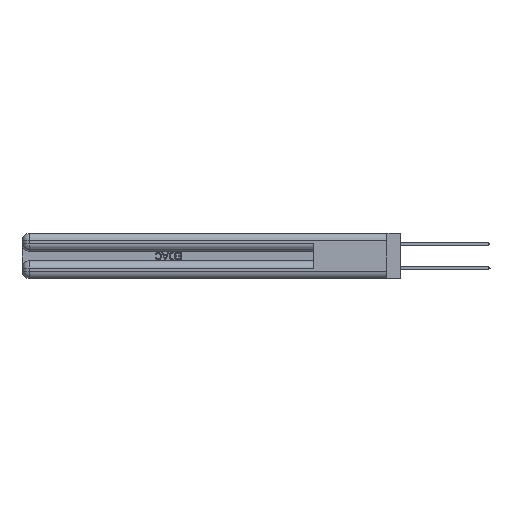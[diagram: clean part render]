
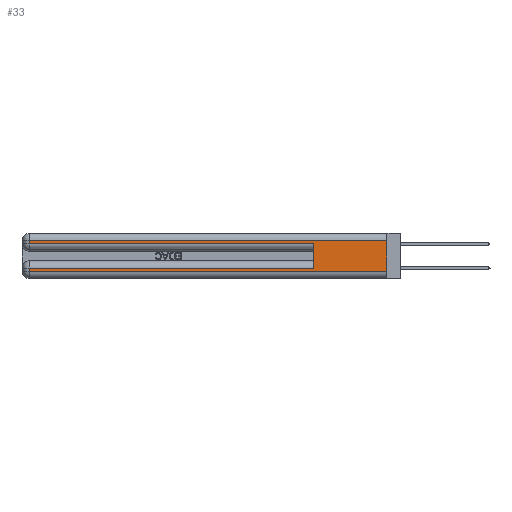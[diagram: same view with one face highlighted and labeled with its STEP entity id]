
A CAD part, left-side view. The second image highlights one B-rep face of the part: STEP entity #33.
In plain terms, the highlighted planar face has unit normal (-1, 0, 0).
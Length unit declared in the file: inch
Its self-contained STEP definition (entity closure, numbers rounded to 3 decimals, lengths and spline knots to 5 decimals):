
#33 = ADVANCED_FACE ( 'NONE', ( #29727 ), #29469, .F. ) ;
#65 = VECTOR ( 'NONE', #25664, 39.37008 ) ;
#71 = CARTESIAN_POINT ( 'NONE',  ( 0., 0., 0.37 ) ) ;
#1884 = EDGE_CURVE ( 'NONE', #45238, #3051, #23364, .T. ) ;
#1930 = CARTESIAN_POINT ( 'NONE',  ( 0., 0., 0.37 ) ) ;
#3051 = VERTEX_POINT ( 'NONE', #31129 ) ;
#3526 = CARTESIAN_POINT ( 'NONE',  ( 0., 0., 0.31 ) ) ;
#3704 = VECTOR ( 'NONE', #11176, 39.37008 ) ;
#3938 = ORIENTED_EDGE ( 'NONE', *, *, #33842, .T. ) ;
#3997 = ORIENTED_EDGE ( 'NONE', *, *, #5867, .T. ) ;
#4639 = CARTESIAN_POINT ( 'NONE',  ( 0., 2.94, 0.37 ) ) ;
#4894 = CARTESIAN_POINT ( 'NONE',  ( 0., 2.94, 0.285 ) ) ;
#5867 = EDGE_CURVE ( 'NONE', #36535, #32272, #11738, .T. ) ;
#6441 = CARTESIAN_POINT ( 'NONE',  ( 0., 0.6, 0.285 ) ) ;
#6947 = CARTESIAN_POINT ( 'NONE',  ( 0., 2.94, 0.37 ) ) ;
#7113 = VECTOR ( 'NONE', #35555, 39.37008 ) ;
#7542 = LINE ( 'NONE', #8305, #35144 ) ;
#8137 = DIRECTION ( 'NONE',  ( 0., 0., 1. ) ) ;
#8305 = CARTESIAN_POINT ( 'NONE',  ( 0., 0.6, 0.145 ) ) ;
#8482 = EDGE_CURVE ( 'NONE', #39747, #35742, #9235, .T. ) ;
#9235 = LINE ( 'NONE', #36516, #65 ) ;
#10568 = EDGE_CURVE ( 'NONE', #13767, #44649, #38446, .T. ) ;
#11176 = DIRECTION ( 'NONE',  ( 0., 0., -1. ) ) ;
#11738 = LINE ( 'NONE', #21524, #24010 ) ;
#12086 = VECTOR ( 'NONE', #33648, 39.37008 ) ;
#12132 = CARTESIAN_POINT ( 'NONE',  ( 0., 0.6, 0.085 ) ) ;
#12941 = DIRECTION ( 'NONE',  ( 0., 0., -1. ) ) ;
#13767 = VERTEX_POINT ( 'NONE', #49186 ) ;
#16096 = CARTESIAN_POINT ( 'NONE',  ( 0., 0., 0.31 ) ) ;
#18019 = ORIENTED_EDGE ( 'NONE', *, *, #1884, .T. ) ;
#19389 = ORIENTED_EDGE ( 'NONE', *, *, #40493, .F. ) ;
#21410 = AXIS2_PLACEMENT_3D ( 'NONE', #1930, #37715, #40933 ) ;
#21524 = CARTESIAN_POINT ( 'NONE',  ( 0., 0., 0.085 ) ) ;
#23364 = LINE ( 'NONE', #16096, #41771 ) ;
#24010 = VECTOR ( 'NONE', #29444, 39.37008 ) ;
#25664 = DIRECTION ( 'NONE',  ( 0., -1., 0. ) ) ;
#26655 = VECTOR ( 'NONE', #12941, 39.37008 ) ;
#29444 = DIRECTION ( 'NONE',  ( 0., 1., 0. ) ) ;
#29469 = PLANE ( 'NONE',  #21410 ) ;
#29727 = FACE_OUTER_BOUND ( 'NONE', #37978, .T. ) ;
#31129 = CARTESIAN_POINT ( 'NONE',  ( 0., 2.94, 0.31 ) ) ;
#31289 = CARTESIAN_POINT ( 'NONE',  ( 0., 0., 0.06 ) ) ;
#31639 = ORIENTED_EDGE ( 'NONE', *, *, #8482, .T. ) ;
#32272 = VERTEX_POINT ( 'NONE', #49437 ) ;
#33648 = DIRECTION ( 'NONE',  ( 0., -1., 0. ) ) ;
#33699 = LINE ( 'NONE', #6947, #3704 ) ;
#33842 = EDGE_CURVE ( 'NONE', #3051, #39747, #33699, .T. ) ;
#35134 = ORIENTED_EDGE ( 'NONE', *, *, #35869, .F. ) ;
#35144 = VECTOR ( 'NONE', #8137, 39.37008 ) ;
#35555 = DIRECTION ( 'NONE',  ( 0., 0., -1. ) ) ;
#35742 = VERTEX_POINT ( 'NONE', #6441 ) ;
#35869 = EDGE_CURVE ( 'NONE', #45238, #44649, #40181, .T. ) ;
#36516 = CARTESIAN_POINT ( 'NONE',  ( 0., 0., 0.285 ) ) ;
#36535 = VERTEX_POINT ( 'NONE', #12132 ) ;
#37715 = DIRECTION ( 'NONE',  ( 1., 0., 0. ) ) ;
#37757 = CARTESIAN_POINT ( 'NONE',  ( 0., 0., 0.06 ) ) ;
#37978 = EDGE_LOOP ( 'NONE', ( #35134, #18019, #3938, #31639, #19389, #3997, #49825, #42487 ) ) ;
#38446 = LINE ( 'NONE', #37757, #12086 ) ;
#39747 = VERTEX_POINT ( 'NONE', #4894 ) ;
#40181 = LINE ( 'NONE', #71, #7113 ) ;
#40493 = EDGE_CURVE ( 'NONE', #36535, #35742, #7542, .T. ) ;
#40933 = DIRECTION ( 'NONE',  ( 0., 0., -1. ) ) ;
#41771 = VECTOR ( 'NONE', #44377, 39.37008 ) ;
#42487 = ORIENTED_EDGE ( 'NONE', *, *, #10568, .T. ) ;
#42587 = LINE ( 'NONE', #4639, #26655 ) ;
#44377 = DIRECTION ( 'NONE',  ( 0., 1., 0. ) ) ;
#44649 = VERTEX_POINT ( 'NONE', #31289 ) ;
#45238 = VERTEX_POINT ( 'NONE', #3526 ) ;
#48570 = EDGE_CURVE ( 'NONE', #32272, #13767, #42587, .T. ) ;
#49186 = CARTESIAN_POINT ( 'NONE',  ( 0., 2.94, 0.06 ) ) ;
#49437 = CARTESIAN_POINT ( 'NONE',  ( 0., 2.94, 0.085 ) ) ;
#49825 = ORIENTED_EDGE ( 'NONE', *, *, #48570, .T. ) ;
